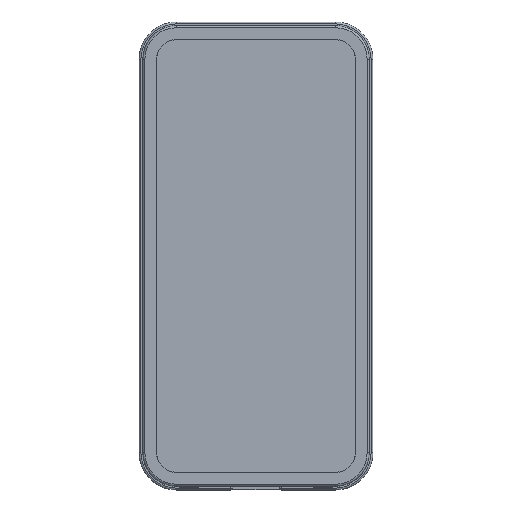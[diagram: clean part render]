
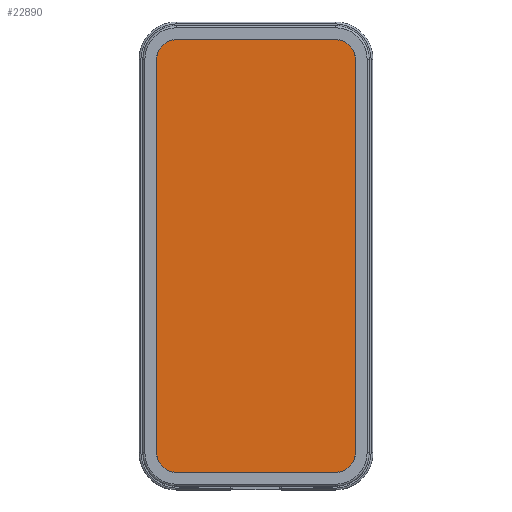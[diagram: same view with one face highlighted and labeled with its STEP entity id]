
A CAD part, top view. The second image highlights one B-rep face of the part: STEP entity #22890.
In plain terms, the highlighted planar face has unit normal (0, 0, 1).
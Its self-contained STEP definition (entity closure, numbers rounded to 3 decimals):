
#1914=PLANE('',#24519);
#3084=FACE_OUTER_BOUND('',#4542,.T.);
#4542=EDGE_LOOP('',(#20511,#20512,#20513,#20514,#20515,#20516,#20517,#20518));
#6636=LINE('',#39676,#8759);
#6639=LINE('',#39684,#8762);
#6642=LINE('',#39692,#8765);
#6644=LINE('',#39698,#8767);
#8759=VECTOR('',#29404,10.);
#8762=VECTOR('',#29413,10.);
#8765=VECTOR('',#29422,10.);
#8767=VECTOR('',#29430,10.);
#9522=CIRCLE('',#24508,4.2);
#9523=CIRCLE('',#24511,4.2);
#9524=CIRCLE('',#24514,4.2);
#9525=CIRCLE('',#24517,4.2);
#11474=VERTEX_POINT('',#39668);
#11475=VERTEX_POINT('',#39670);
#11476=VERTEX_POINT('',#39674);
#11477=VERTEX_POINT('',#39678);
#11478=VERTEX_POINT('',#39682);
#11479=VERTEX_POINT('',#39686);
#11480=VERTEX_POINT('',#39690);
#11481=VERTEX_POINT('',#39694);
#14559=EDGE_CURVE('',#11474,#11475,#9522,.T.);
#14562=EDGE_CURVE('',#11476,#11474,#6636,.T.);
#14564=EDGE_CURVE('',#11477,#11476,#9523,.T.);
#14566=EDGE_CURVE('',#11478,#11477,#6639,.T.);
#14568=EDGE_CURVE('',#11479,#11478,#9524,.T.);
#14570=EDGE_CURVE('',#11480,#11479,#6642,.T.);
#14572=EDGE_CURVE('',#11481,#11480,#9525,.T.);
#14573=EDGE_CURVE('',#11475,#11481,#6644,.T.);
#20511=ORIENTED_EDGE('',*,*,#14573,.F.);
#20512=ORIENTED_EDGE('',*,*,#14559,.F.);
#20513=ORIENTED_EDGE('',*,*,#14562,.F.);
#20514=ORIENTED_EDGE('',*,*,#14564,.F.);
#20515=ORIENTED_EDGE('',*,*,#14566,.F.);
#20516=ORIENTED_EDGE('',*,*,#14568,.F.);
#20517=ORIENTED_EDGE('',*,*,#14570,.F.);
#20518=ORIENTED_EDGE('',*,*,#14572,.F.);
#22890=ADVANCED_FACE('',(#3084),#1914,.T.);
#24508=AXIS2_PLACEMENT_3D('',#39671,#29398,#29399);
#24511=AXIS2_PLACEMENT_3D('',#39680,#29408,#29409);
#24514=AXIS2_PLACEMENT_3D('',#39688,#29417,#29418);
#24517=AXIS2_PLACEMENT_3D('',#39696,#29426,#29427);
#24519=AXIS2_PLACEMENT_3D('',#39699,#29431,#29432);
#29398=DIRECTION('center_axis',(0.,0.,-1.));
#29399=DIRECTION('ref_axis',(-1.,0.,0.));
#29404=DIRECTION('',(-1.,0.,0.));
#29408=DIRECTION('center_axis',(0.,0.,-1.));
#29409=DIRECTION('ref_axis',(0.,-1.,0.));
#29413=DIRECTION('',(0.,-1.,0.));
#29417=DIRECTION('center_axis',(0.,0.,-1.));
#29418=DIRECTION('ref_axis',(1.,0.,0.));
#29422=DIRECTION('',(1.,0.,0.));
#29426=DIRECTION('center_axis',(0.,0.,-1.));
#29427=DIRECTION('ref_axis',(0.,1.,0.));
#29430=DIRECTION('',(0.,1.,0.));
#29431=DIRECTION('center_axis',(0.,0.,1.));
#29432=DIRECTION('ref_axis',(1.,0.,0.));
#39668=CARTESIAN_POINT('',(-17.,-46.2,1.3));
#39670=CARTESIAN_POINT('',(-21.2,-42.,1.3));
#39671=CARTESIAN_POINT('Origin',(-17.,-42.,1.3));
#39674=CARTESIAN_POINT('',(17.,-46.2,1.3));
#39676=CARTESIAN_POINT('',(-17.,-46.2,1.3));
#39678=CARTESIAN_POINT('',(21.2,-42.,1.3));
#39680=CARTESIAN_POINT('Origin',(17.,-42.,1.3));
#39682=CARTESIAN_POINT('',(21.2,42.,1.3));
#39684=CARTESIAN_POINT('',(21.2,-42.,1.3));
#39686=CARTESIAN_POINT('',(17.,46.2,1.3));
#39688=CARTESIAN_POINT('Origin',(17.,42.,1.3));
#39690=CARTESIAN_POINT('',(-17.,46.2,1.3));
#39692=CARTESIAN_POINT('',(17.,46.2,1.3));
#39694=CARTESIAN_POINT('',(-21.2,42.,1.3));
#39696=CARTESIAN_POINT('Origin',(-17.,42.,1.3));
#39698=CARTESIAN_POINT('',(-21.2,42.,1.3));
#39699=CARTESIAN_POINT('Origin',(0.,0.,
1.3));
